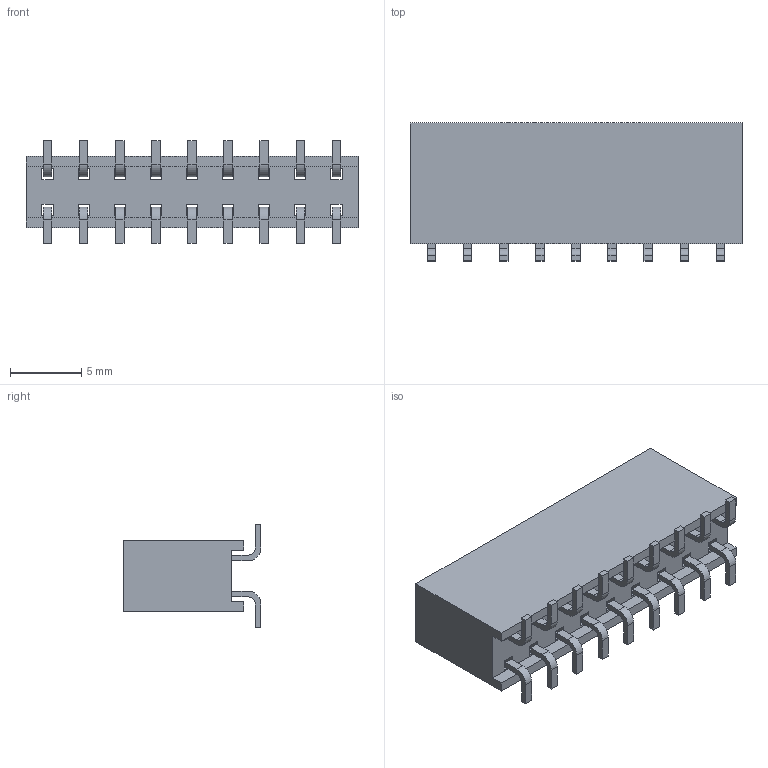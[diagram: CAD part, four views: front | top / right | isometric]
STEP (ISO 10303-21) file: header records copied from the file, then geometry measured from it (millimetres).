
FILE_DESCRIPTION (( 'STEP AP214' ), '1' );
FILE_NAME ('1023-31.STEP', '2023-05-22T11:31:47', ( '' ), ( '' ), 'SwSTEP 2.0', 'SolidWorks 2018', '' );
FILE_SCHEMA (( 'AUTOMOTIVE_DESIGN' ));
Length unit declared in the file: millimetre
Products named in the file (1): 1023-31
Bounding box: 23.36 x 9.7 x 7.2 mm (x, y, z)
Volume: 839.8 mm3; surface area: 1305.8 mm2
Topology: 19 solids, 19 shells, 334 faces, 816 edges, 520 vertices
Faces by surface type: plane 298, cylinder 36
Entity records: 9844 total; most frequent: CARTESIAN_POINT 1671, ORIENTED_EDGE 1632, DIRECTION 1558, EDGE_CURVE 816, LINE 744, VECTOR 744, VERTEX_POINT 520, AXIS2_PLACEMENT_3D 407
